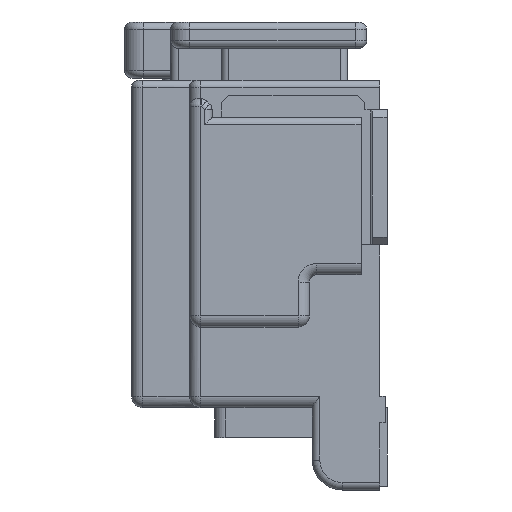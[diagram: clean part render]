
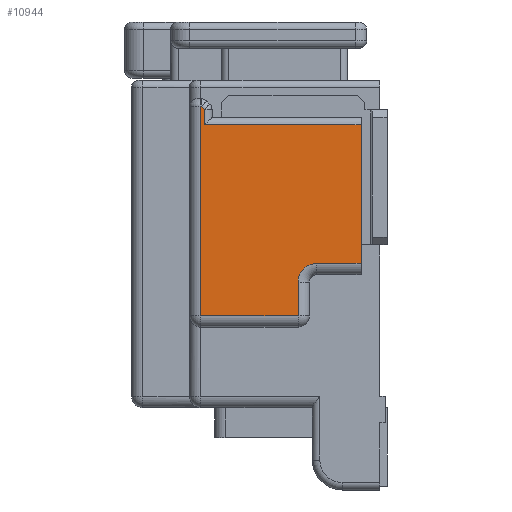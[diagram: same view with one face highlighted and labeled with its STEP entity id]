
A CAD part, left-side view. The second image highlights one B-rep face of the part: STEP entity #10944.
In plain terms, the highlighted planar face has unit normal (-1, 0, 0).
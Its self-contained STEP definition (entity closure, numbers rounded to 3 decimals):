
#2354 = LINE ( 'NONE', #46086, #22273 ) ;
#2387 = DIRECTION ( 'NONE',  ( 0., 1., 0. ) ) ;
#2909 = CARTESIAN_POINT ( 'NONE',  ( -14.1, 0.7, -1. ) ) ;
#3245 = VERTEX_POINT ( 'NONE', #31367 ) ;
#3912 = EDGE_CURVE ( 'NONE', #3245, #36018, #27546, .T. ) ;
#4069 = EDGE_CURVE ( 'NONE', #21170, #20611, #15155, .T. ) ;
#4569 = LINE ( 'NONE', #28457, #14514 ) ;
#4593 = CARTESIAN_POINT ( 'NONE',  ( -14.1, 2.38, -6.3 ) ) ;
#4864 = DIRECTION ( 'NONE',  ( 0., 0., -1. ) ) ;
#5444 = FACE_OUTER_BOUND ( 'NONE', #41361, .T. ) ;
#5505 = LINE ( 'NONE', #32633, #34256 ) ;
#5534 = DIRECTION ( 'NONE',  ( 0., 0., -1. ) ) ;
#5608 = CARTESIAN_POINT ( 'NONE',  ( -14.1, 4.88, -1.2 ) ) ;
#6461 = EDGE_CURVE ( 'NONE', #20611, #12664, #2354, .T. ) ;
#7519 = CARTESIAN_POINT ( 'NONE',  ( -14.1, 4.88, -0.7 ) ) ;
#8363 = CARTESIAN_POINT ( 'NONE',  ( -14.1, 4.98, -0.7 ) ) ;
#9426 = ORIENTED_EDGE ( 'NONE', *, *, #19011, .F. ) ;
#10142 = DIRECTION ( 'NONE',  ( 0., 1., 0. ) ) ;
#10880 = ORIENTED_EDGE ( 'NONE', *, *, #3912, .F. ) ;
#10944 = ADVANCED_FACE ( 'NONE', ( #5444 ), #18923, .T. ) ;
#11577 = DIRECTION ( 'NONE',  ( -1., 0., 0. ) ) ;
#12664 = VERTEX_POINT ( 'NONE', #4593 ) ;
#13407 = VERTEX_POINT ( 'NONE', #48199 ) ;
#14164 = DIRECTION ( 'NONE',  ( 0., -0.707, -0.707 ) ) ;
#14297 = DIRECTION ( 'NONE',  ( -1., 0., 0. ) ) ;
#14400 = AXIS2_PLACEMENT_3D ( 'NONE', #36794, #14297, #40561 ) ;
#14447 = VECTOR ( 'NONE', #40494, 1000. ) ;
#14514 = VECTOR ( 'NONE', #2387, 1000. ) ;
#14694 = EDGE_CURVE ( 'NONE', #12664, #3245, #5505, .T. ) ;
#15155 = CIRCLE ( 'NONE', #14400, 0.5 ) ;
#18001 = EDGE_CURVE ( 'NONE', #27434, #38314, #48232, .T. ) ;
#18610 = DIRECTION ( 'NONE',  ( 0., -1., 0. ) ) ;
#18923 = PLANE ( 'NONE',  #19043 ) ;
#19011 = EDGE_CURVE ( 'NONE', #36018, #43996, #45649, .T. ) ;
#19043 = AXIS2_PLACEMENT_3D ( 'NONE', #34044, #11577, #37839 ) ;
#20108 = ORIENTED_EDGE ( 'NONE', *, *, #14694, .F. ) ;
#20611 = VERTEX_POINT ( 'NONE', #44814 ) ;
#21170 = VERTEX_POINT ( 'NONE', #27603 ) ;
#22073 = VECTOR ( 'NONE', #37545, 1000. ) ;
#22273 = VECTOR ( 'NONE', #4864, 1000. ) ;
#22909 = ORIENTED_EDGE ( 'NONE', *, *, #27176, .F. ) ;
#23049 = CARTESIAN_POINT ( 'NONE',  ( -14.1, 0.7, -1.2 ) ) ;
#23706 = LINE ( 'NONE', #25651, #42532 ) ;
#24741 = CARTESIAN_POINT ( 'NONE',  ( -14.1, 4.963, -0.7 ) ) ;
#25595 = LINE ( 'NONE', #2909, #14447 ) ;
#25651 = CARTESIAN_POINT ( 'NONE',  ( -14.1, 2.931, -2.731 ) ) ;
#26367 = VECTOR ( 'NONE', #47201, 1000. ) ;
#27176 = EDGE_CURVE ( 'NONE', #13407, #21170, #4569, .T. ) ;
#27434 = VERTEX_POINT ( 'NONE', #30244 ) ;
#27546 = LINE ( 'NONE', #39608, #26367 ) ;
#27603 = CARTESIAN_POINT ( 'NONE',  ( -14.1, 1.88, -4.9 ) ) ;
#27770 = LINE ( 'NONE', #48722, #46638 ) ;
#28457 = CARTESIAN_POINT ( 'NONE',  ( -14.1, 1.88, -4.9 ) ) ;
#29598 = EDGE_CURVE ( 'NONE', #38314, #32931, #27770, .T. ) ;
#30244 = CARTESIAN_POINT ( 'NONE',  ( -14.1, 4.88, -0.783 ) ) ;
#30810 = ORIENTED_EDGE ( 'NONE', *, *, #31634, .F. ) ;
#31158 = ORIENTED_EDGE ( 'NONE', *, *, #6461, .F. ) ;
#31367 = CARTESIAN_POINT ( 'NONE',  ( -14.1, 4.98, -6.3 ) ) ;
#31634 = EDGE_CURVE ( 'NONE', #43996, #27434, #23706, .T. ) ;
#31767 = CARTESIAN_POINT ( 'NONE',  ( -14.1, 4.88, -1. ) ) ;
#32633 = CARTESIAN_POINT ( 'NONE',  ( -14.1, 5.28, -6.3 ) ) ;
#32931 = VERTEX_POINT ( 'NONE', #23049 ) ;
#34044 = CARTESIAN_POINT ( 'NONE',  ( -14.1, 0.2, 0. ) ) ;
#34256 = VECTOR ( 'NONE', #10142, 1000. ) ;
#36018 = VERTEX_POINT ( 'NONE', #8363 ) ;
#36794 = CARTESIAN_POINT ( 'NONE',  ( -14.1, 1.88, -5.4 ) ) ;
#37545 = DIRECTION ( 'NONE',  ( 0., -1., 0. ) ) ;
#37839 = DIRECTION ( 'NONE',  ( 0., 0., -1. ) ) ;
#38314 = VERTEX_POINT ( 'NONE', #5608 ) ;
#38900 = ORIENTED_EDGE ( 'NONE', *, *, #4069, .F. ) ;
#39608 = CARTESIAN_POINT ( 'NONE',  ( -14.1, 4.98, 0. ) ) ;
#40494 = DIRECTION ( 'NONE',  ( 0., 0., -1. ) ) ;
#40561 = DIRECTION ( 'NONE',  ( 0., 0., -1. ) ) ;
#41109 = ORIENTED_EDGE ( 'NONE', *, *, #29598, .F. ) ;
#41361 = EDGE_LOOP ( 'NONE', ( #10880, #20108, #31158, #38900, #22909, #44842, #41109, #47265, #30810, #9426 ) ) ;
#42532 = VECTOR ( 'NONE', #14164, 1000. ) ;
#43996 = VERTEX_POINT ( 'NONE', #24741 ) ;
#44814 = CARTESIAN_POINT ( 'NONE',  ( -14.1, 2.38, -5.4 ) ) ;
#44842 = ORIENTED_EDGE ( 'NONE', *, *, #47082, .F. ) ;
#45649 = LINE ( 'NONE', #7519, #22073 ) ;
#46086 = CARTESIAN_POINT ( 'NONE',  ( -14.1, 2.38, -6.6 ) ) ;
#46638 = VECTOR ( 'NONE', #18610, 1000. ) ;
#47075 = VECTOR ( 'NONE', #5534, 1000. ) ;
#47082 = EDGE_CURVE ( 'NONE', #32931, #13407, #25595, .T. ) ;
#47201 = DIRECTION ( 'NONE',  ( 0., 0., 1. ) ) ;
#47265 = ORIENTED_EDGE ( 'NONE', *, *, #18001, .F. ) ;
#48199 = CARTESIAN_POINT ( 'NONE',  ( -14.1, 0.7, -4.9 ) ) ;
#48232 = LINE ( 'NONE', #31767, #47075 ) ;
#48722 = CARTESIAN_POINT ( 'NONE',  ( -14.1, 0.7, -1.2 ) ) ;
